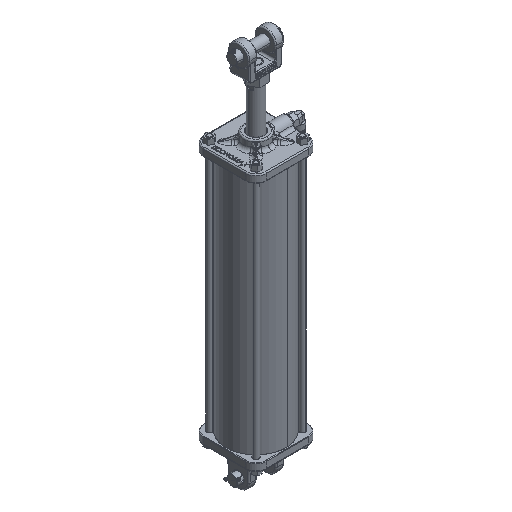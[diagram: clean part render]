
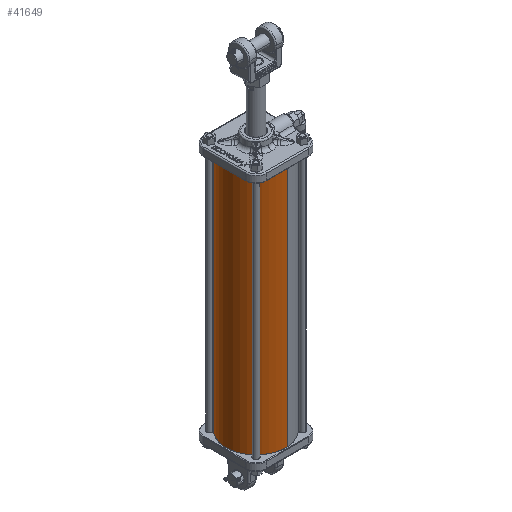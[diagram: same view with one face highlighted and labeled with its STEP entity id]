
A CAD part, isometric view. The second image highlights one B-rep face of the part: STEP entity #41649.
In plain terms, the highlighted cylindrical face has radius 53.975 mm (diameter 107.95 mm), a partial arc.
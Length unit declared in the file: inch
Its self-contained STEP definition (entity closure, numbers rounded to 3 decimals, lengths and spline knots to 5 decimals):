
#2030 = DIRECTION ( 'NONE',  ( 0., 0., 1. ) ) ;
#4139 = CIRCLE ( 'NONE', #58972, 2.125 ) ;
#4327 = CARTESIAN_POINT ( 'NONE',  ( -2.125, 0., -23.76041 ) ) ;
#5357 = ORIENTED_EDGE ( 'NONE', *, *, #7855, .F. ) ;
#6422 = ORIENTED_EDGE ( 'NONE', *, *, #22021, .F. ) ;
#7855 = EDGE_CURVE ( 'NONE', #62104, #22002, #37025, .T. ) ;
#10396 = EDGE_CURVE ( 'NONE', #62104, #40000, #4139, .T. ) ;
#11073 = CARTESIAN_POINT ( 'NONE',  ( 2.125, 0., -17.625 ) ) ;
#12530 = DIRECTION ( 'NONE',  ( 1., 0., 0. ) ) ;
#13922 = CARTESIAN_POINT ( 'NONE',  ( 0., 0., -17.625 ) ) ;
#18129 = DIRECTION ( 'NONE',  ( 0., 1., 0. ) ) ;
#18808 = DIRECTION ( 'NONE',  ( 0., 0., 1. ) ) ;
#20284 = AXIS2_PLACEMENT_3D ( 'NONE', #60884, #2030, #12530 ) ;
#21757 = CARTESIAN_POINT ( 'NONE',  ( 2.125, 0., 0. ) ) ;
#22002 = VERTEX_POINT ( 'NONE', #21757 ) ;
#22021 = EDGE_CURVE ( 'NONE', #22002, #67915, #26981, .T. ) ;
#25692 = CYLINDRICAL_SURFACE ( 'NONE', #49830, 2.125 ) ;
#26389 = DIRECTION ( 'NONE',  ( 0., 0., 1. ) ) ;
#26981 = CIRCLE ( 'NONE', #20284, 2.125 ) ;
#30251 = VECTOR ( 'NONE', #40405, 39.37008 ) ;
#31780 = CARTESIAN_POINT ( 'NONE',  ( 2.125, 0., -23.76041 ) ) ;
#32009 = FACE_OUTER_BOUND ( 'NONE', #40609, .T. ) ;
#34380 = CARTESIAN_POINT ( 'NONE',  ( -2.125, 0., 0. ) ) ;
#37025 = LINE ( 'NONE', #31780, #48265 ) ;
#40000 = VERTEX_POINT ( 'NONE', #49993 ) ;
#40405 = DIRECTION ( 'NONE',  ( 0., 0., 1. ) ) ;
#40609 = EDGE_LOOP ( 'NONE', ( #56832, #60364, #6422, #5357 ) ) ;
#41649 = ADVANCED_FACE ( 'NONE', ( #32009 ), #25692, .T. ) ;
#47075 = CARTESIAN_POINT ( 'NONE',  ( 0., 0., -23.76041 ) ) ;
#48115 = DIRECTION ( 'NONE',  ( 1., 0., 0. ) ) ;
#48265 = VECTOR ( 'NONE', #63320, 39.37008 ) ;
#49113 = EDGE_CURVE ( 'NONE', #40000, #67915, #51274, .T. ) ;
#49830 = AXIS2_PLACEMENT_3D ( 'NONE', #47075, #26389, #48115 ) ;
#49993 = CARTESIAN_POINT ( 'NONE',  ( -2.125, 0., -17.625 ) ) ;
#51274 = LINE ( 'NONE', #4327, #30251 ) ;
#56832 = ORIENTED_EDGE ( 'NONE', *, *, #10396, .T. ) ;
#58972 = AXIS2_PLACEMENT_3D ( 'NONE', #13922, #18808, #18129 ) ;
#60364 = ORIENTED_EDGE ( 'NONE', *, *, #49113, .T. ) ;
#60884 = CARTESIAN_POINT ( 'NONE',  ( 0., 0., 0. ) ) ;
#62104 = VERTEX_POINT ( 'NONE', #11073 ) ;
#63320 = DIRECTION ( 'NONE',  ( 0., 0., 1. ) ) ;
#67915 = VERTEX_POINT ( 'NONE', #34380 ) ;
